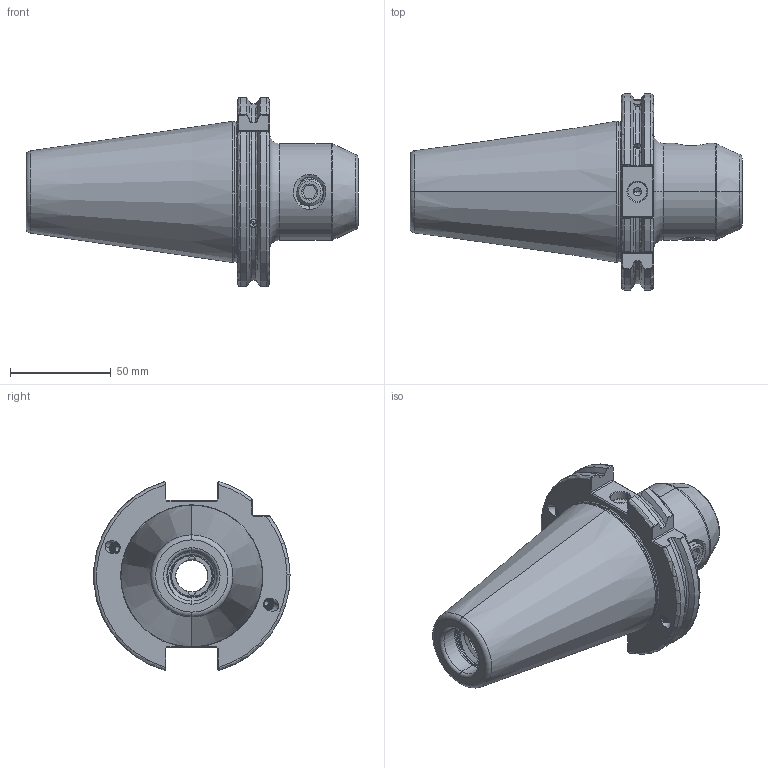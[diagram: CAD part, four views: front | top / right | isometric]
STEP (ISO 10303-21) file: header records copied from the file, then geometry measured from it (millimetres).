
FILE_DESCRIPTION (( 'STEP AP203' ), '1' );
FILE_NAME ('503.04.16.K.STEP', '2016-11-25T08:30:02', ( '' ), ( '' ), 'SwSTEP 2.0', 'SolidWorks 2012', '' );
FILE_SCHEMA (( 'CONFIG_CONTROL_DESIGN' ));
Length unit declared in the file: millimetre
Products named in the file (4): 2-02511015U1_d15.8x2.4(側固出水16); 503.04.16.K; 側固14_M14x2_16L
Assembly tree (3 placements, depth 2):
  503.04.16.K
    503.04.16.K
    2-02511015U1_d15.8x2.4(側固出水16)
    側固14_M14x2_16L
Bounding box: 164.75 x 97.33 x 93.81 mm (x, y, z)
Volume: 382645.4 mm3; surface area: 57474 mm2
Topology: 3 solids, 3 shells, 366 faces, 986 edges, 615 vertices
Faces by surface type: cylinder 148, plane 82, torus 50, bspline 43, cone 41, sphere 2
Entity records: 31132 total; most frequent: CARTESIAN_POINT 22664, ORIENTED_EDGE 1940, DIRECTION 1394, EDGE_CURVE 970, VERTEX_POINT 615, AXIS2_PLACEMENT_3D 552, EDGE_LOOP 385, FACE_OUTER_BOUND 366
